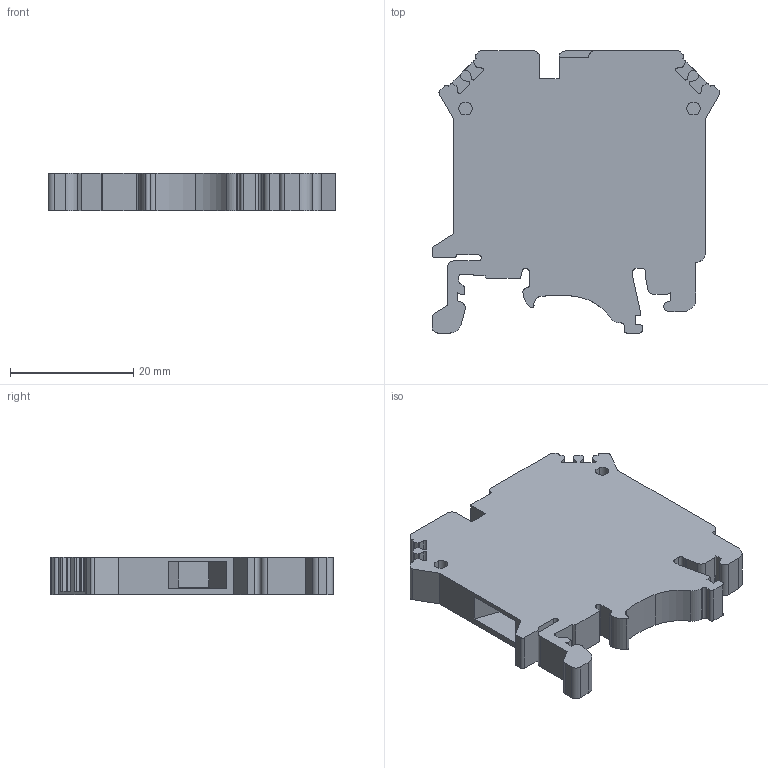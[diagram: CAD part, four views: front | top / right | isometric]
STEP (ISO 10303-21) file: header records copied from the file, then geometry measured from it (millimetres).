
FILE_DESCRIPTION( ( 'STEP AP203' ), '1' );
FILE_NAME( 'CDU4-3N.stp', '2023-01-09T05:36:54', ( ' ' ), ( ' ' ), 'XStep 1.0', ' ', ' ' );
FILE_SCHEMA( ( 'CONFIG_CONTROL_DESIGN) ( )' ) );
Length unit declared in the file: metre
Products named in the file (1): 1
Bounding box: 46.73 x 45.8 x 6.1 mm (x, y, z)
Volume: 9193.8 mm3; surface area: 5304.4 mm2
Topology: 1 solids, 1 shells, 188 faces, 536 edges, 357 vertices
Faces by surface type: plane 120, cylinder 68
Full cylindrical faces by diameter (mm): 4.1 x3
Entity records: 6158 total; most frequent: CARTESIAN_POINT 1079, ORIENTED_EDGE 1066, DIRECTION 1048, EDGE_CURVE 533, LINE 396, VECTOR 396, VERTEX_POINT 357, AXIS2_PLACEMENT_3D 326
